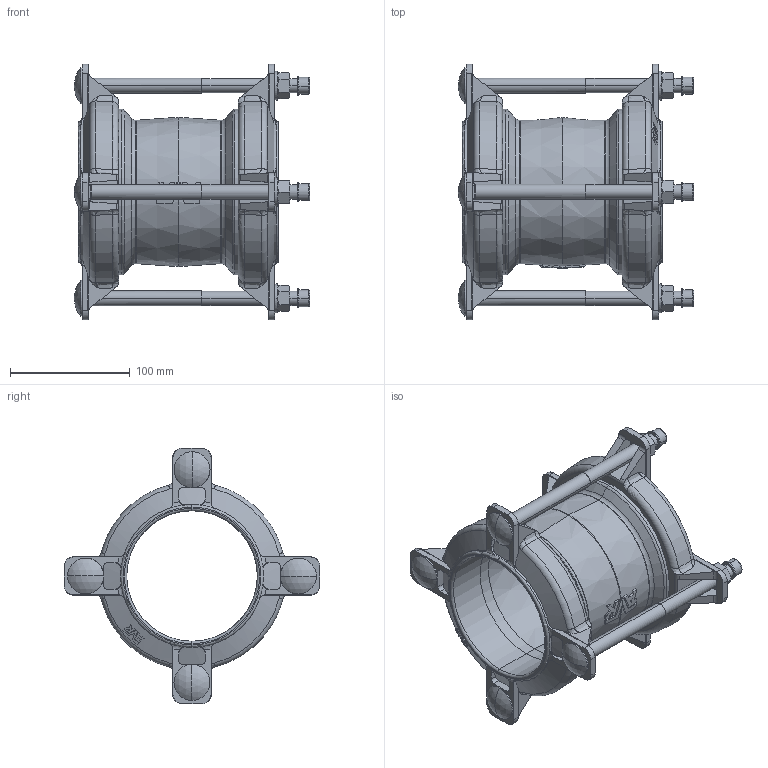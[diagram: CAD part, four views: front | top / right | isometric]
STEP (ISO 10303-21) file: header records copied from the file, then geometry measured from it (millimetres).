
FILE_DESCRIPTION (( 'STEP AP203' ), '1' );
FILE_NAME ('O_601_A_DN080_084-109mm_001XXXX_AA1_step.step', '2015-08-25T11:39:53', ( 'Windows User' ), ( 'AVK' ), 'SwSTEP 2.0', 'SolidWorks 2012', '' );
FILE_SCHEMA (( 'CONFIG_CONTROL_DESIGN' ));
Length unit declared in the file: millimetre
Products named in the file (1): O_601_A_DN080_084-109mm_001XXXX_AA1_step
Bounding box: 196.5 x 213.5 x 213.55 mm (x, y, z)
Volume: 959266.1 mm3; surface area: 213513 mm2
Topology: 1 solids, 1 shells, 1009 faces, 2710 edges, 1696 vertices
Faces by surface type: cylinder 377, plane 349, cone 97, bspline 96, torus 66, sphere 24
Entity records: 39312 total; most frequent: CARTESIAN_POINT 16395, ORIENTED_EDGE 5388, DIRECTION 4030, EDGE_CURVE 2694, VERTEX_POINT 1696, AXIS2_PLACEMENT_3D 1548, EDGE_LOOP 1060, ADVANCED_FACE 1009
